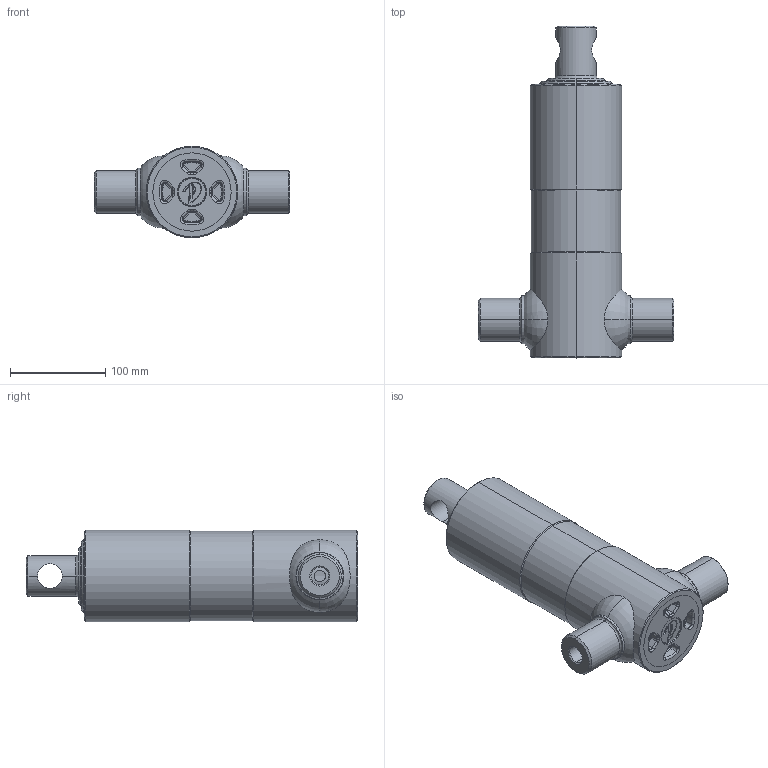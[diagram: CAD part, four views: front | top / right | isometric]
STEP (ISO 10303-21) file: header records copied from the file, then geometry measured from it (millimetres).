
FILE_DESCRIPTION (( 'STEP AP203' ), '1' );
FILE_NAME ('305.BGB.STEP', '2014-10-06T08:37:35', ( '' ), ( '' ), 'SwSTEP 2.0', 'SolidWorks 2013', '' );
FILE_SCHEMA (( 'CONFIG_CONTROL_DESIGN' ));
Length unit declared in the file: millimetre
Products named in the file (1): 305.BGB
Bounding box: 205 x 348 x 96 mm (x, y, z)
Surface area: 272562.1 mm2 (no closed solid volume)
Topology: 0 solids, 13 shells, 247 faces, 639 edges, 395 vertices
Faces by surface type: torus 75, cylinder 70, cone 62, plane 29, bspline 10, sphere 1
Entity records: 9307 total; most frequent: CARTESIAN_POINT 3204, DIRECTION 1417, ORIENTED_EDGE 1123, EDGE_CURVE 639, AXIS2_PLACEMENT_3D 610, VERTEX_POINT 395, CIRCLE 372, EDGE_LOOP 260
